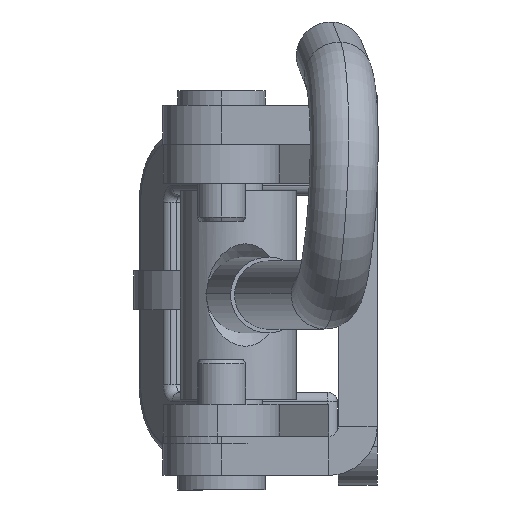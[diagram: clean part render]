
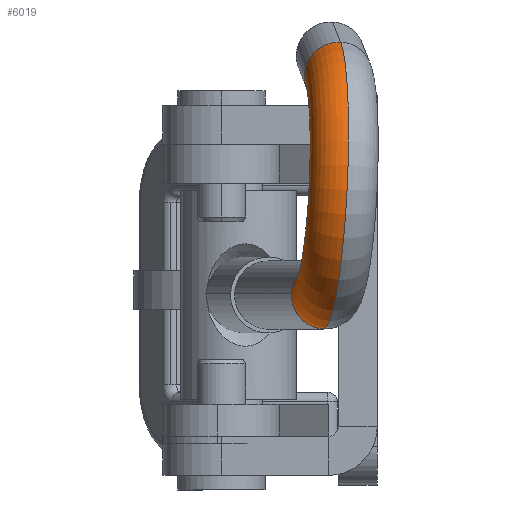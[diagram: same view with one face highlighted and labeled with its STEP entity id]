
A CAD part, left-side view. The second image highlights one B-rep face of the part: STEP entity #6019.
In plain terms, the highlighted toroidal (fillet/blend) face has major radius 11.5 mm and minor radius 3.5 mm.
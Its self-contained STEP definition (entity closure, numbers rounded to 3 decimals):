
#90 = CIRCLE ( 'NONE', #4656, 3.5 ) ;
#213 = VERTEX_POINT ( 'NONE', #3943 ) ;
#243 = DIRECTION ( 'NONE',  ( 0., 0., 1. ) ) ;
#397 = DIRECTION ( 'NONE',  ( 0., 0., 1. ) ) ;
#414 = CIRCLE ( 'NONE', #6104, 3.5 ) ;
#806 = DIRECTION ( 'NONE',  ( 0., 0., 1. ) ) ;
#841 = ORIENTED_EDGE ( 'NONE', *, *, #3570, .T. ) ;
#1125 = ORIENTED_EDGE ( 'NONE', *, *, #3713, .F. ) ;
#1182 = CIRCLE ( 'NONE', #6405, 3.5 ) ;
#1209 = CARTESIAN_POINT ( 'NONE',  ( 0., 89., 0. ) ) ;
#1274 = CIRCLE ( 'NONE', #4335, 8. ) ;
#1724 = DIRECTION ( 'NONE',  ( 0., 0., 1. ) ) ;
#2744 = DIRECTION ( 'NONE',  ( 0., 0., 1. ) ) ;
#2878 = CARTESIAN_POINT ( 'NONE',  ( 0., 89., 0. ) ) ;
#3126 = VERTEX_POINT ( 'NONE', #5910 ) ;
#3265 = CARTESIAN_POINT ( 'NONE',  ( -11.5, 89., 0. ) ) ;
#3278 = AXIS2_PLACEMENT_3D ( 'NONE', #3265, #243, #3775 ) ;
#3377 = DIRECTION ( 'NONE',  ( 0., 0., 1. ) ) ;
#3409 = TOROIDAL_SURFACE ( 'NONE', #3493, 11.5, 3.5 ) ;
#3415 = DIRECTION ( 'NONE',  ( -0.259, -0.966, 0. ) ) ;
#3493 = AXIS2_PLACEMENT_3D ( 'NONE', #3852, #806, #5870 ) ;
#3540 = EDGE_CURVE ( 'NONE', #5903, #3126, #90, .T. ) ;
#3549 = EDGE_CURVE ( 'NONE', #5903, #6059, #1274, .T. ) ;
#3570 = EDGE_CURVE ( 'NONE', #4941, #213, #3801, .T. ) ;
#3713 = EDGE_CURVE ( 'NONE', #6059, #213, #1182, .T. ) ;
#3775 = DIRECTION ( 'NONE',  ( 1., 0., 0. ) ) ;
#3801 = CIRCLE ( 'NONE', #3278, 15. ) ;
#3852 = CARTESIAN_POINT ( 'NONE',  ( -11.5, 89., 0. ) ) ;
#3943 = CARTESIAN_POINT ( 'NONE',  ( -25.989, 92.882, 0. ) ) ;
#4003 = ORIENTED_EDGE ( 'NONE', *, *, #3540, .T. ) ;
#4170 = EDGE_LOOP ( 'NONE', ( #5976, #841, #1125, #5734, #4003 ) ) ;
#4335 = AXIS2_PLACEMENT_3D ( 'NONE', #5777, #2744, #6220 ) ;
#4656 = AXIS2_PLACEMENT_3D ( 'NONE', #1209, #4763, #1724 ) ;
#4763 = DIRECTION ( 'NONE',  ( 0., 1., 0. ) ) ;
#4814 = CARTESIAN_POINT ( 'NONE',  ( -3.5, 89., 0. ) ) ;
#4886 = CARTESIAN_POINT ( 'NONE',  ( -19.227, 91.071, 0. ) ) ;
#4919 = EDGE_CURVE ( 'NONE', #3126, #4941, #414, .T. ) ;
#4932 = CARTESIAN_POINT ( 'NONE',  ( 3.5, 89., 0. ) ) ;
#4941 = VERTEX_POINT ( 'NONE', #4932 ) ;
#5734 = ORIENTED_EDGE ( 'NONE', *, *, #3549, .F. ) ;
#5777 = CARTESIAN_POINT ( 'NONE',  ( -11.5, 89., 0. ) ) ;
#5801 = FACE_OUTER_BOUND ( 'NONE', #4170, .T. ) ;
#5870 = DIRECTION ( 'NONE',  ( 1., 0., 0. ) ) ;
#5903 = VERTEX_POINT ( 'NONE', #4814 ) ;
#5910 = CARTESIAN_POINT ( 'NONE',  ( 0., 89., 3.5 ) ) ;
#5976 = ORIENTED_EDGE ( 'NONE', *, *, #4919, .T. ) ;
#6019 = ADVANCED_FACE ( 'NONE', ( #5801 ), #3409, .T. ) ;
#6059 = VERTEX_POINT ( 'NONE', #4886 ) ;
#6104 = AXIS2_PLACEMENT_3D ( 'NONE', #2878, #6337, #3377 ) ;
#6220 = DIRECTION ( 'NONE',  ( 1., 0., 0. ) ) ;
#6337 = DIRECTION ( 'NONE',  ( 0., 1., 0. ) ) ;
#6380 = CARTESIAN_POINT ( 'NONE',  ( -22.608, 91.976, 0. ) ) ;
#6405 = AXIS2_PLACEMENT_3D ( 'NONE', #6380, #3415, #397 ) ;
